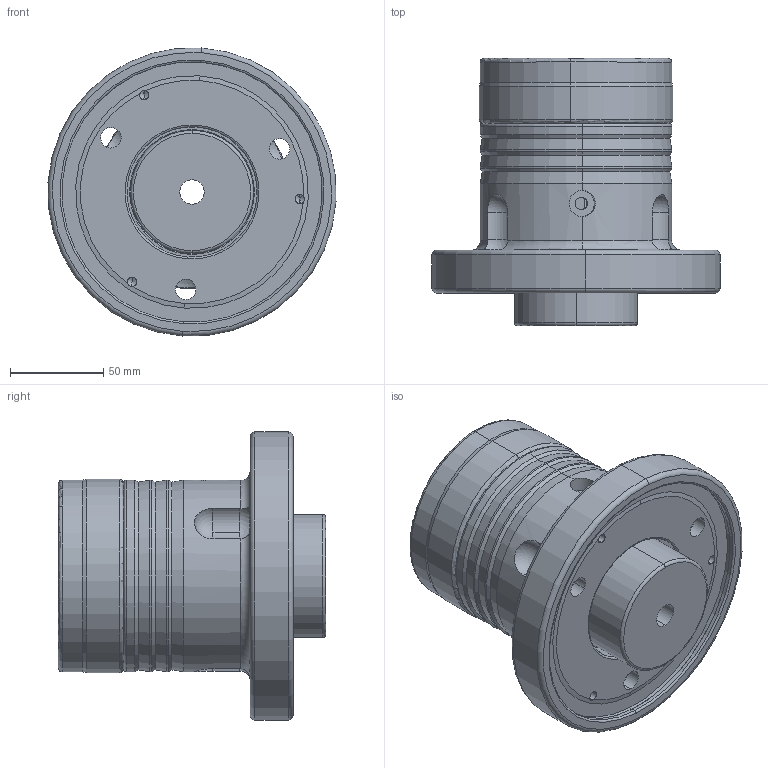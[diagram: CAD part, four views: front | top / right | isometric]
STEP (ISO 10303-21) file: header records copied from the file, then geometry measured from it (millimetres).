
FILE_DESCRIPTION (( 'STEP AP214' ), '1' );
FILE_NAME ('CPC-44.STEP', '2020-04-27T07:45:02', ( 'COSH' ), ( '' ), 'SwSTEP 2.0', 'SolidWorks 2016', '' );
FILE_SCHEMA (( 'AUTOMOTIVE_DESIGN' ));
Length unit declared in the file: millimetre
Products named in the file (1): CPC-44
Bounding box: 154.67 x 143.5 x 154.67 mm (x, y, z)
Volume: 1082409.6 mm3; surface area: 229617.7 mm2
Topology: 5 solids, 5 shells, 388 faces, 1017 edges, 627 vertices
Faces by surface type: cylinder 168, plane 82, cone 79, torus 47, sphere 12
Entity records: 15609 total; most frequent: CARTESIAN_POINT 3679, DIRECTION 2059, ORIENTED_EDGE 2002, EDGE_CURVE 1001, AXIS2_PLACEMENT_3D 852, VERTEX_POINT 627, CIRCLE 463, EDGE_LOOP 418
